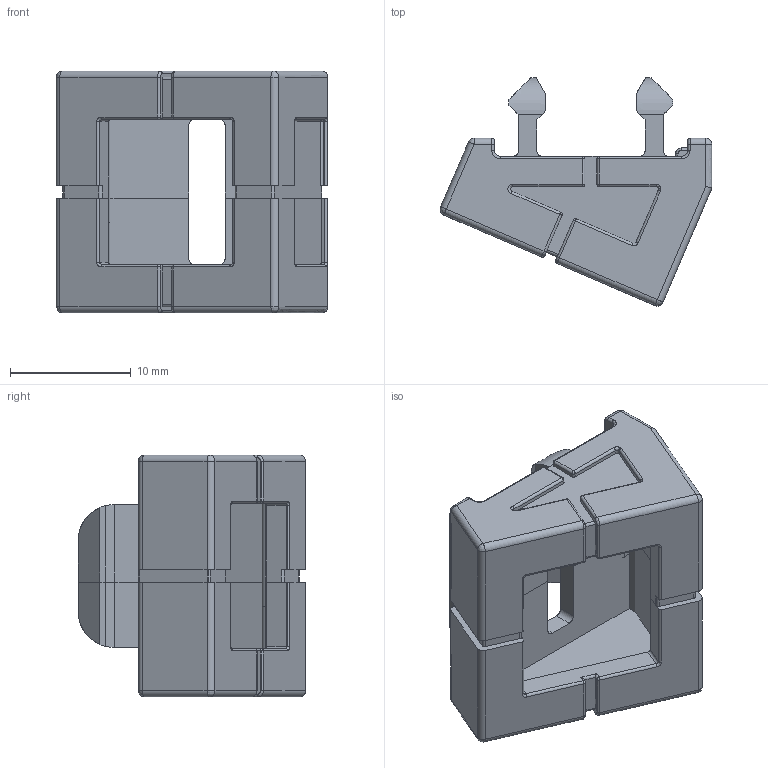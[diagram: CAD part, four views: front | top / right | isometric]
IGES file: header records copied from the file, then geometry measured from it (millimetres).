
Start section: SolidWorks IGES file using analytic representation for surfaces
Global section: file name: 20-00218b.IGS; native system: SolidWorks 2012; preprocessor: SolidWorks 2012; author: Administrator; date: 140413.195229; units: millimetre
Bounding box: 22.47 x 18.85 x 20 mm (x, y, z)
Surface area: 2929.9 mm2 (no closed solid volume)
Topology: 0 solids, 0 shells, 426 faces, 2776 edges, 2737 vertices
Faces by surface type: bspline 221, revolution 205
